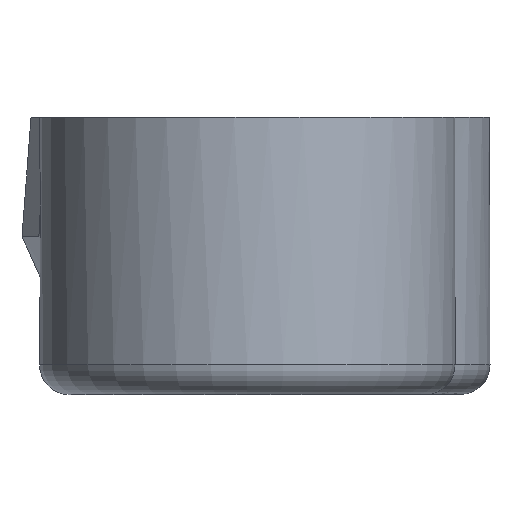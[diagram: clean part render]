
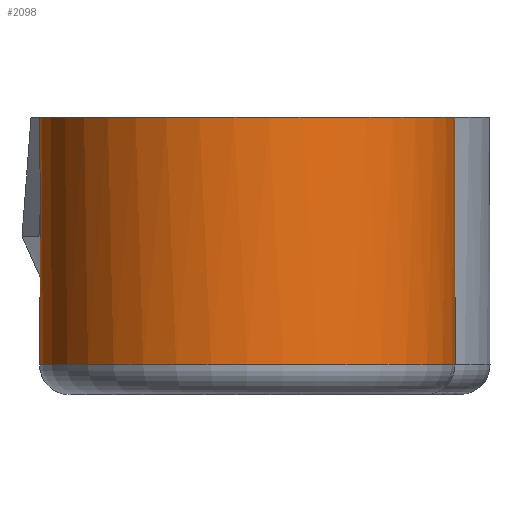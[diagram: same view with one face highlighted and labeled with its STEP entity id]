
A CAD part, front view. The second image highlights one B-rep face of the part: STEP entity #2098.
In plain terms, the highlighted cylindrical face has radius 12.6 mm (diameter 25.2 mm), a partial arc.
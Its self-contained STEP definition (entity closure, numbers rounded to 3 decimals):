
#125=B_SPLINE_CURVE_WITH_KNOTS('',3,(#3502,#3503,#3504,#3505),
 .UNSPECIFIED.,.F.,.F.,(4,4),(-0.844,-0.208),
 .UNSPECIFIED.);
#128=B_SPLINE_CURVE_WITH_KNOTS('',3,(#3532,#3533,#3534,#3535,#3536,#3537,
#3538),.UNSPECIFIED.,.F.,.F.,(4,3,4),(2.301,2.45,
2.566),.UNSPECIFIED.);
#129=B_SPLINE_CURVE_WITH_KNOTS('',3,(#3540,#3541,#3542,#3543,#3544,#3545,
#3546,#3547,#3548,#3549,#3550,#3551,#3552,#3553,#3554,#3555,#3556,#3557,
#3558),.UNSPECIFIED.,.F.,.F.,(4,3,3,3,3,3,4),(-1.874,-1.775,
-1.586,-1.518,-1.389,-1.263,
-1.231),.UNSPECIFIED.);
#130=B_SPLINE_CURVE_WITH_KNOTS('',3,(#3560,#3561,#3562,#3563,#3564,#3565),
 .UNSPECIFIED.,.F.,.F.,(4,2,4),(-1.449,-1.284,-0.806),
 .UNSPECIFIED.);
#131=B_SPLINE_CURVE_WITH_KNOTS('',3,(#3571,#3572,#3573,#3574,#3575,#3576),
 .UNSPECIFIED.,.F.,.F.,(4,2,4),(-1.905,-1.509,-1.465),
 .UNSPECIFIED.);
#132=B_SPLINE_CURVE_WITH_KNOTS('',3,(#3578,#3579,#3580,#3581,#3582,#3583),
 .UNSPECIFIED.,.F.,.F.,(4,2,4),(-6.194,-5.727,-5.64),
 .UNSPECIFIED.);
#133=B_SPLINE_CURVE_WITH_KNOTS('',3,(#3585,#3586,#3587,#3588,#3589,#3590),
 .UNSPECIFIED.,.F.,.F.,(4,2,4),(12.14,12.514,13.059),
 .UNSPECIFIED.);
#134=B_SPLINE_CURVE_WITH_KNOTS('',3,(#3592,#3593,#3594,#3595),
 .UNSPECIFIED.,.F.,.F.,(4,4),(-0.134,0.028),
 .UNSPECIFIED.);
#301=FACE_OUTER_BOUND('',#420,.T.);
#420=EDGE_LOOP('',(#1431,#1432,#1433,#1434,#1435,#1436,#1437,#1438,#1439,
#1440,#1441));
#734=CIRCLE('',#2229,12.6);
#735=CIRCLE('',#2230,12.6);
#736=CIRCLE('',#2231,12.6);
#841=VERTEX_POINT('',#3478);
#842=VERTEX_POINT('',#3501);
#844=VERTEX_POINT('',#3531);
#845=VERTEX_POINT('',#3539);
#846=VERTEX_POINT('',#3559);
#847=VERTEX_POINT('',#3566);
#848=VERTEX_POINT('',#3568);
#849=VERTEX_POINT('',#3570);
#850=VERTEX_POINT('',#3577);
#851=VERTEX_POINT('',#3584);
#852=VERTEX_POINT('',#3591);
#1076=EDGE_CURVE('',#841,#842,#125,.T.);
#1079=EDGE_CURVE('',#841,#844,#128,.T.);
#1080=EDGE_CURVE('',#844,#845,#129,.F.);
#1081=EDGE_CURVE('',#846,#845,#130,.T.);
#1082=EDGE_CURVE('',#847,#846,#734,.T.);
#1083=EDGE_CURVE('',#848,#847,#735,.T.);
#1084=EDGE_CURVE('',#849,#848,#131,.T.);
#1085=EDGE_CURVE('',#850,#849,#132,.T.);
#1086=EDGE_CURVE('',#850,#851,#133,.T.);
#1087=EDGE_CURVE('',#852,#851,#134,.T.);
#1088=EDGE_CURVE('',#852,#842,#736,.T.);
#1431=ORIENTED_EDGE('',*,*,#1076,.F.);
#1432=ORIENTED_EDGE('',*,*,#1079,.T.);
#1433=ORIENTED_EDGE('',*,*,#1080,.T.);
#1434=ORIENTED_EDGE('',*,*,#1081,.F.);
#1435=ORIENTED_EDGE('',*,*,#1082,.F.);
#1436=ORIENTED_EDGE('',*,*,#1083,.F.);
#1437=ORIENTED_EDGE('',*,*,#1084,.F.);
#1438=ORIENTED_EDGE('',*,*,#1085,.F.);
#1439=ORIENTED_EDGE('',*,*,#1086,.T.);
#1440=ORIENTED_EDGE('',*,*,#1087,.F.);
#1441=ORIENTED_EDGE('',*,*,#1088,.T.);
#2050=CYLINDRICAL_SURFACE('',#2228,12.6);
#2098=ADVANCED_FACE('',(#301),#2050,.T.);
#2228=AXIS2_PLACEMENT_3D('',#3530,#2389,#2390);
#2229=AXIS2_PLACEMENT_3D('',#3567,#2391,#2392);
#2230=AXIS2_PLACEMENT_3D('',#3569,#2393,#2394);
#2231=AXIS2_PLACEMENT_3D('',#3596,#2395,#2396);
#2389=DIRECTION('center_axis',(0.001,0.,
-1.));
#2390=DIRECTION('ref_axis',(0.49,-0.872,0.));
#2391=DIRECTION('center_axis',(0.001,0.,
-1.));
#2392=DIRECTION('ref_axis',(-0.982,-0.187,0.));
#2393=DIRECTION('center_axis',(0.001,0.,
-1.));
#2394=DIRECTION('ref_axis',(-0.982,-0.187,0.));
#2395=DIRECTION('center_axis',(0.001,0.,
-1.));
#2396=DIRECTION('ref_axis',(0.49,-0.872,0.));
#3478=CARTESIAN_POINT('',(17.097,206.068,83.619));
#3501=CARTESIAN_POINT('',(17.209,206.896,89.65));
#3502=CARTESIAN_POINT('Ctrl Pts',(17.097,206.068,83.619));
#3503=CARTESIAN_POINT('Ctrl Pts',(17.128,206.372,85.608));
#3504=CARTESIAN_POINT('Ctrl Pts',(17.166,206.644,87.622));
#3505=CARTESIAN_POINT('Ctrl Pts',(17.209,206.896,89.65));
#3530=CARTESIAN_POINT('Origin',(29.626,204.746,86.057));
#3531=CARTESIAN_POINT('',(17.376,207.69,82.444));
#3532=CARTESIAN_POINT('Ctrl Pts',(17.097,206.068,83.619));
#3533=CARTESIAN_POINT('Ctrl Pts',(17.131,206.394,83.428));
#3534=CARTESIAN_POINT('Ctrl Pts',(17.177,206.708,83.217));
#3535=CARTESIAN_POINT('Ctrl Pts',(17.233,207.01,82.991));
#3536=CARTESIAN_POINT('Ctrl Pts',(17.275,207.244,82.817));
#3537=CARTESIAN_POINT('Ctrl Pts',(17.324,207.47,82.634));
#3538=CARTESIAN_POINT('Ctrl Pts',(17.377,207.689,82.444));
#3539=CARTESIAN_POINT('',(19.129,211.709,77.348));
#3540=CARTESIAN_POINT('Ctrl Pts',(19.129,211.707,77.348));
#3541=CARTESIAN_POINT('Ctrl Pts',(19.008,211.525,77.665));
#3542=CARTESIAN_POINT('Ctrl Pts',(18.893,211.34,77.973));
#3543=CARTESIAN_POINT('Ctrl Pts',(18.782,211.153,78.271));
#3544=CARTESIAN_POINT('Ctrl Pts',(18.571,210.796,78.839));
#3545=CARTESIAN_POINT('Ctrl Pts',(18.378,210.429,79.373));
#3546=CARTESIAN_POINT('Ctrl Pts',(18.203,210.053,79.872));
#3547=CARTESIAN_POINT('Ctrl Pts',(18.139,209.916,80.054));
#3548=CARTESIAN_POINT('Ctrl Pts',(18.078,209.777,80.232));
#3549=CARTESIAN_POINT('Ctrl Pts',(18.019,209.638,80.405));
#3550=CARTESIAN_POINT('Ctrl Pts',(17.909,209.377,80.727));
#3551=CARTESIAN_POINT('Ctrl Pts',(17.803,209.103,81.046));
#3552=CARTESIAN_POINT('Ctrl Pts',(17.704,208.814,81.356));
#3553=CARTESIAN_POINT('Ctrl Pts',(17.607,208.531,81.659));
#3554=CARTESIAN_POINT('Ctrl Pts',(17.517,208.236,81.953));
#3555=CARTESIAN_POINT('Ctrl Pts',(17.436,207.927,82.233));
#3556=CARTESIAN_POINT('Ctrl Pts',(17.416,207.849,82.305));
#3557=CARTESIAN_POINT('Ctrl Pts',(17.396,207.769,82.375));
#3558=CARTESIAN_POINT('Ctrl Pts',(17.377,207.689,82.444));
#3559=CARTESIAN_POINT('',(23.347,215.667,74.654));
#3560=CARTESIAN_POINT('Ctrl Pts',(23.347,215.667,74.654));
#3561=CARTESIAN_POINT('Ctrl Pts',(22.924,215.424,74.912));
#3562=CARTESIAN_POINT('Ctrl Pts',(22.513,215.155,75.166));
#3563=CARTESIAN_POINT('Ctrl Pts',(20.971,214.009,76.127));
#3564=CARTESIAN_POINT('Ctrl Pts',(19.952,212.951,76.784));
#3565=CARTESIAN_POINT('Ctrl Pts',(19.129,211.709,77.348));
#3566=CARTESIAN_POINT('',(42.232,204.746,74.663));
#3567=CARTESIAN_POINT('Origin',(29.632,204.746,74.657));
#3568=CARTESIAN_POINT('',(27.689,217.196,74.656));
#3569=CARTESIAN_POINT('Origin',(29.632,204.746,74.657));
#3570=CARTESIAN_POINT('',(31.495,217.208,76.87));
#3571=CARTESIAN_POINT('Ctrl Pts',(31.495,217.208,76.87));
#3572=CARTESIAN_POINT('Ctrl Pts',(30.356,217.378,76.216));
#3573=CARTESIAN_POINT('Ctrl Pts',(29.202,217.391,75.546));
#3574=CARTESIAN_POINT('Ctrl Pts',(27.941,217.233,74.804));
#3575=CARTESIAN_POINT('Ctrl Pts',(27.815,217.215,74.73));
#3576=CARTESIAN_POINT('Ctrl Pts',(27.689,217.196,74.656));
#3577=CARTESIAN_POINT('',(34.435,216.393,81.372));
#3578=CARTESIAN_POINT('Ctrl Pts',(34.435,216.393,81.372));
#3579=CARTESIAN_POINT('Ctrl Pts',(33.612,216.733,80.131));
#3580=CARTESIAN_POINT('Ctrl Pts',(32.779,216.975,78.857));
#3581=CARTESIAN_POINT('Ctrl Pts',(31.803,217.159,77.347));
#3582=CARTESIAN_POINT('Ctrl Pts',(31.649,217.184,77.109));
#3583=CARTESIAN_POINT('Ctrl Pts',(31.495,217.208,76.87));
#3584=CARTESIAN_POINT('',(39.074,213.082,88.052));
#3585=CARTESIAN_POINT('Ctrl Pts',(34.435,216.393,81.372));
#3586=CARTESIAN_POINT('Ctrl Pts',(35.117,216.112,82.4));
#3587=CARTESIAN_POINT('Ctrl Pts',(35.796,215.761,83.41));
#3588=CARTESIAN_POINT('Ctrl Pts',(37.425,214.709,85.787));
#3589=CARTESIAN_POINT('Ctrl Pts',(38.306,213.953,87.028));
#3590=CARTESIAN_POINT('Ctrl Pts',(39.074,213.082,88.052));
#3591=CARTESIAN_POINT('',(39.133,213.013,89.661));
#3592=CARTESIAN_POINT('Ctrl Pts',(39.133,213.013,89.661));
#3593=CARTESIAN_POINT('Ctrl Pts',(39.113,213.036,89.125));
#3594=CARTESIAN_POINT('Ctrl Pts',(39.093,213.059,88.588));
#3595=CARTESIAN_POINT('Ctrl Pts',(39.074,213.082,88.052));
#3596=CARTESIAN_POINT('Origin',(29.624,204.746,89.657));
